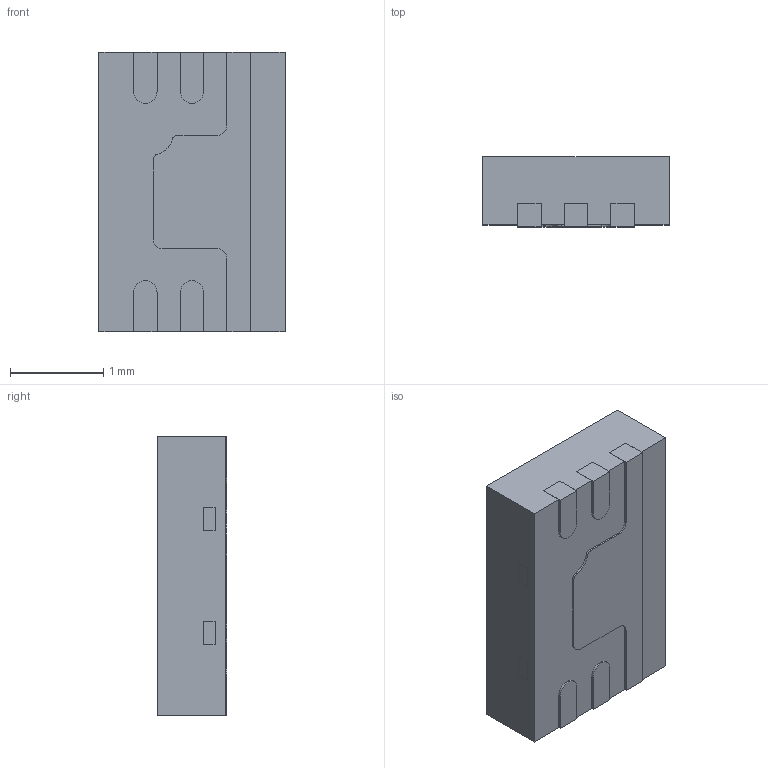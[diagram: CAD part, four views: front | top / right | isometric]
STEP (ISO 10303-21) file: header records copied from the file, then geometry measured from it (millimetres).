
FILE_DESCRIPTION (( 'STEP AP214' ), '1' );
FILE_NAME ('EH model.STEP', '2022-04-11T15:34:19', ( '' ), ( '' ), 'SwSTEP 2.0', 'SolidWorks 2019', '' );
FILE_SCHEMA (( 'AUTOMOTIVE_DESIGN' ));
Length unit declared in the file: millimetre
Products named in the file (3): EH LF; EH mold; EH model
Assembly tree (2 placements, depth 2):
  EH model
    EH LF
    EH mold
Bounding box: 2 x 0.75 x 3 mm (x, y, z)
Volume: 4.4 mm3; surface area: 36.1 mm2
Topology: 6 solids, 6 shells, 193 faces, 552 edges, 368 vertices
Faces by surface type: plane 141, cylinder 52
Entity records: 6428 total; most frequent: CARTESIAN_POINT 1118, ORIENTED_EDGE 1104, DIRECTION 1052, EDGE_CURVE 552, VECTOR 448, LINE 448, VERTEX_POINT 368, AXIS2_PLACEMENT_3D 302
